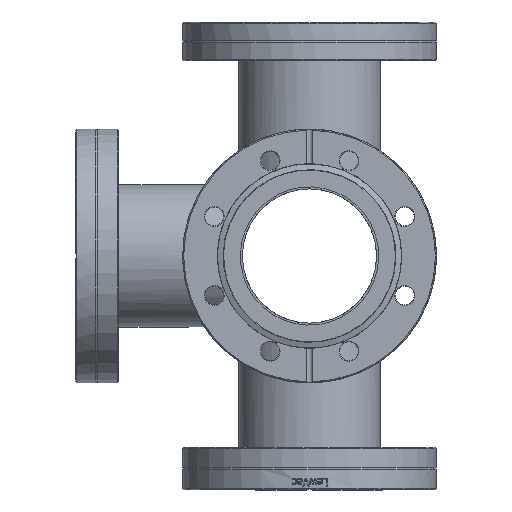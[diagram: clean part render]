
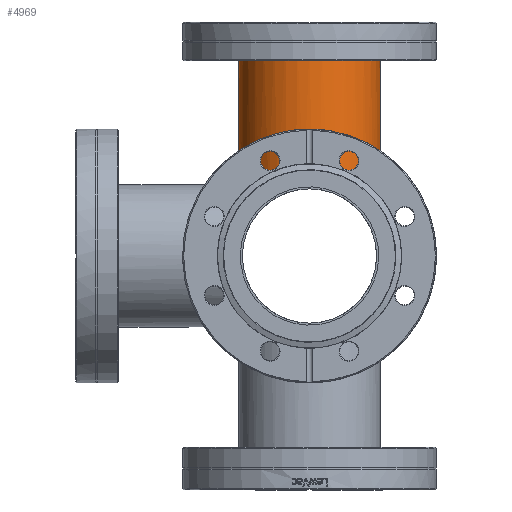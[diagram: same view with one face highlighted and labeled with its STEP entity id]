
A CAD part, front view. The second image highlights one B-rep face of the part: STEP entity #4969.
In plain terms, the highlighted cylindrical face has radius 31.75 mm (diameter 63.5 mm), a full revolution.
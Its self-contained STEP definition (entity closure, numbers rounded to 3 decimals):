
#576=CIRCLE('',#5377,31.75);
#773=CYLINDRICAL_SURFACE('',#5376,31.75);
#826=FACE_OUTER_BOUND('',#1112,.T.);
#1112=EDGE_LOOP('',(#3333,#3334,#3335,#3336,#3337,#3338));
#1457=LINE('',#6902,#1737);
#1737=VECTOR('',#5799,31.75);
#2015=ELLIPSE('',#5374,44.901,31.75);
#2017=ELLIPSE('',#5378,44.901,31.75);
#2018=ELLIPSE('',#5379,44.901,31.75);
#2031=VERTEX_POINT('',#6890);
#2032=VERTEX_POINT('',#6891);
#2035=VERTEX_POINT('',#6899);
#2036=VERTEX_POINT('',#6901);
#2550=EDGE_CURVE('',#2031,#2032,#2015,.T.);
#2554=EDGE_CURVE('',#2035,#2035,#576,.T.);
#2555=EDGE_CURVE('',#2035,#2036,#1457,.T.);
#2556=EDGE_CURVE('',#2036,#2031,#2017,.T.);
#2557=EDGE_CURVE('',#2032,#2036,#2018,.T.);
#3333=ORIENTED_EDGE('',*,*,#2554,.F.);
#3334=ORIENTED_EDGE('',*,*,#2555,.T.);
#3335=ORIENTED_EDGE('',*,*,#2556,.T.);
#3336=ORIENTED_EDGE('',*,*,#2550,.T.);
#3337=ORIENTED_EDGE('',*,*,#2557,.T.);
#3338=ORIENTED_EDGE('',*,*,#2555,.F.);
#4969=ADVANCED_FACE('',(#826),#773,.T.);
#5374=AXIS2_PLACEMENT_3D('',#6892,#5789,#5790);
#5376=AXIS2_PLACEMENT_3D('',#6898,#5795,#5796);
#5377=AXIS2_PLACEMENT_3D('',#6900,#5797,#5798);
#5378=AXIS2_PLACEMENT_3D('',#6903,#5800,#5801);
#5379=AXIS2_PLACEMENT_3D('',#6904,#5802,#5803);
#5789=DIRECTION('center_axis',(0.707,0.,-0.707));
#5790=DIRECTION('ref_axis',(-0.707,0.,-0.707));
#5795=DIRECTION('center_axis',(0.,0.,-1.));
#5796=DIRECTION('ref_axis',(-1.,0.,0.));
#5797=DIRECTION('center_axis',(0.,0.,-1.));
#5798=DIRECTION('ref_axis',(-1.,0.,0.));
#5799=DIRECTION('',(0.,0.,1.));
#5800=DIRECTION('center_axis',(0.,0.707,-0.707));
#5801=DIRECTION('ref_axis',(0.,0.707,0.707));
#5802=DIRECTION('center_axis',(0.,-0.707,
-0.707));
#5803=DIRECTION('ref_axis',(0.,0.707,-0.707));
#6890=CARTESIAN_POINT('',(-22.451,-22.451,-22.451));
#6891=CARTESIAN_POINT('',(-22.451,22.451,-22.451));
#6892=CARTESIAN_POINT('Origin',(0.,0.,0.));
#6898=CARTESIAN_POINT('Origin',(0.,0.,0.));
#6899=CARTESIAN_POINT('',(31.75,0.,-95.1));
#6900=CARTESIAN_POINT('Origin',(0.,0.,-95.1));
#6901=CARTESIAN_POINT('',(31.75,0.,0.));
#6902=CARTESIAN_POINT('',(31.75,0.,0.));
#6903=CARTESIAN_POINT('Origin',(0.,0.,0.));
#6904=CARTESIAN_POINT('Origin',(0.,0.,0.));
